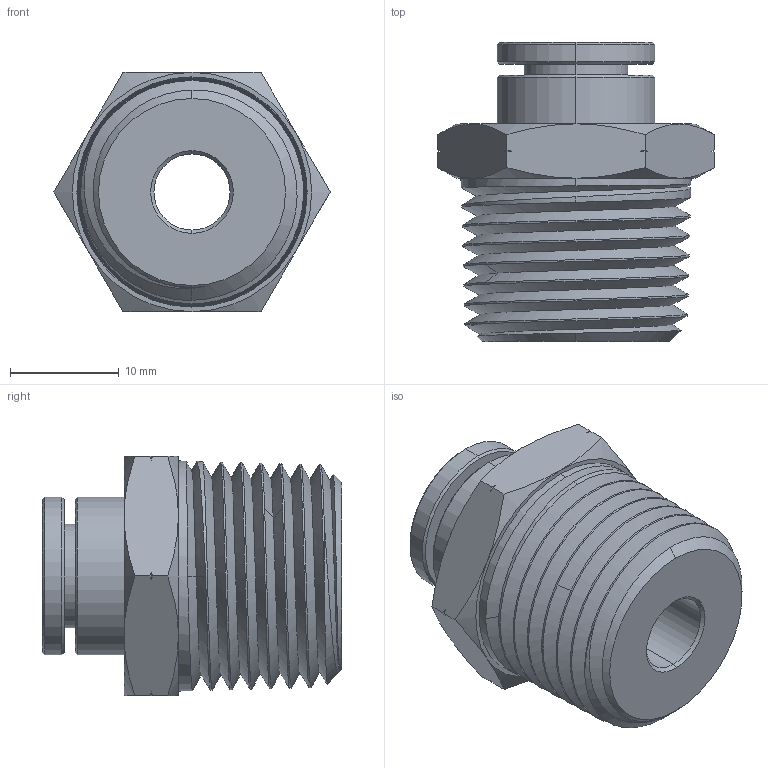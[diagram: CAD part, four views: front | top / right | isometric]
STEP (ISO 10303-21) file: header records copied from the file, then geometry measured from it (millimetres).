
FILE_DESCRIPTION (( 'STEP AP203' ), '1' );
FILE_NAME ('MCS5-16N1-2W.STEP', '2016-10-20T21:10:15', ( '' ), ( '' ), 'SwSTEP 2.0', 'SolidWorks 2016', '' );
FILE_SCHEMA (( 'CONFIG_CONTROL_DESIGN' ));
Length unit declared in the file: millimetre
Products named in the file (1): MCS5-16N1-2W
Bounding box: 25.4 x 27.51 x 22 mm (x, y, z)
Volume: 6158.2 mm3; surface area: 5697.3 mm2
Topology: 6 solids, 6 shells, 422 faces, 1161 edges, 756 vertices
Faces by surface type: cone 165, plane 155, cylinder 62, bspline 40
Entity records: 46278 total; most frequent: CARTESIAN_POINT 36251, ORIENTED_EDGE 2322, DIRECTION 1795, EDGE_CURVE 1161, VERTEX_POINT 756, AXIS2_PLACEMENT_3D 742, B_SPLINE_CURVE_WITH_KNOTS 491, EDGE_LOOP 439
